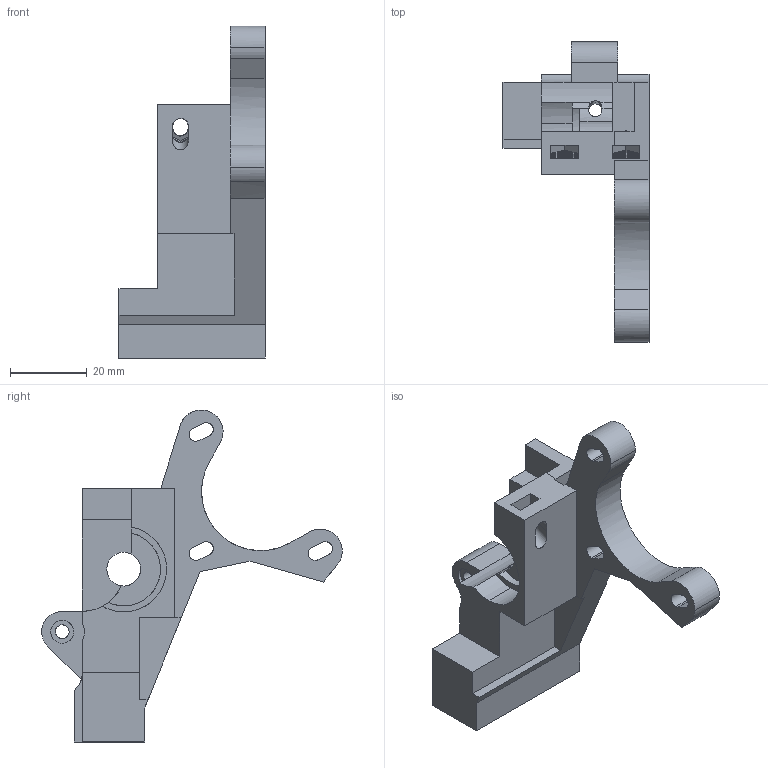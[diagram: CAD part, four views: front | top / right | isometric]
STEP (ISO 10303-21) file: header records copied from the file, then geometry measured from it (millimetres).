
FILE_DESCRIPTION(('FreeCAD Model'),'2;1');
FILE_NAME( 'wades-adelgazado.step', '2016-02-17T11:53:22',('Author'),(''), 'Open CASCADE STEP processor 6.8','FreeCAD','Unknown');
FILE_SCHEMA(('AUTOMOTIVE_DESIGN_CC2 { 1 2 10303 214 -1 1 5 4 }'));
Length unit declared in the file: millimetre
Products named in the file (2): ASSEMBLY; Pocket013
Assembly tree (1 placements, depth 2):
  ASSEMBLY
    Pocket013
Bounding box: 38 x 78.18 x 86.41 mm (x, y, z)
Volume: 32036.5 mm3; surface area: 14483.6 mm2
Topology: 1 solids, 1 shells, 389 faces, 1166 edges, 779 vertices
Faces by surface type: plane 309, cylinder 53, bspline 27
Entity records: 46549 total; most frequent: CARTESIAN_POINT 25164, DIRECTION 3329, LINE 2505, VECTOR 2505, ORIENTED_EDGE 2332, PCURVE 2332, DEFINITIONAL_REPRESENTATION 2332, EDGE_CURVE 1166
